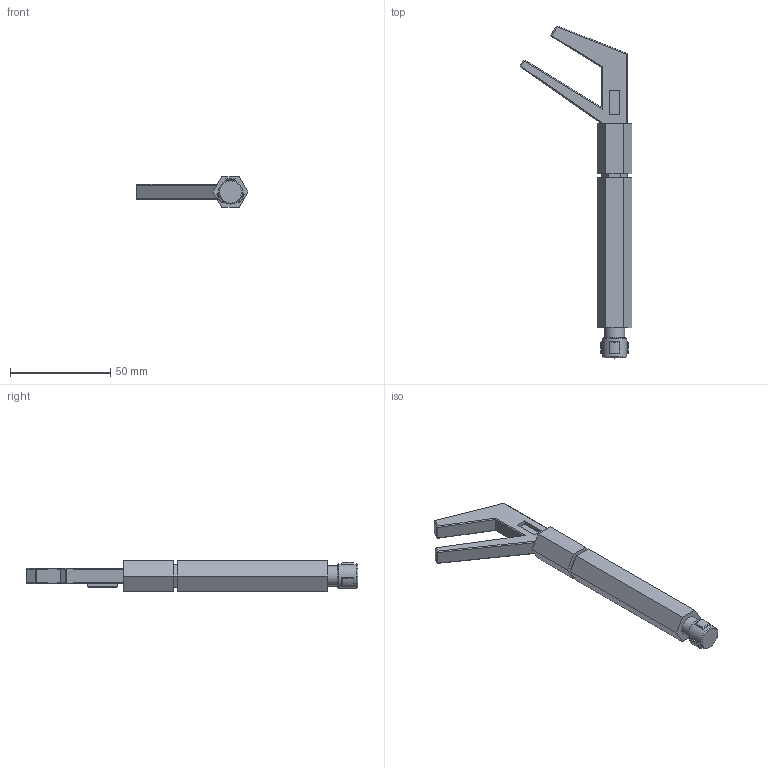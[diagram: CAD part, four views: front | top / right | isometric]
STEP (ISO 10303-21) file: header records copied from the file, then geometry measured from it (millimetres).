
FILE_DESCRIPTION(/* description */ ('STEP AP242','CAx-IF Rec.Pracs.---Representation and Presentation of Product Manufacturing Information (PMI)---4.0---2014-10-13','CAx-IF Rec.Pracs.---3D Tessellated Geometry---0.4---2014-09-14','2;1'),/* implementation_level */ '2;1');
FILE_NAME(/* name */ '689f10a660211d1ddc523c40',/* time_stamp */ '2025-08-15T10:49:11Z',/* author */ (''),/* organization */ (''),/* preprocessor_version */ 'ST-DEVELOPER v20',/* originating_system */ 'ONSHAPE BY PTC INC, 1.202',/* authorisation */ ' ');
FILE_SCHEMA (('AP242_MANAGED_MODEL_BASED_3D_ENGINEERING_MIM_LF { 1 0 10303 442 1 1 4 }'));
Length unit declared in the file: metre
Products named in the file (4): Grip - Gray; Pummel - Silver; Prongs - Gray; Button - Copper
Bounding box: 55.83 x 165.82 x 15 mm (x, y, z)
Volume: 28352.8 mm3; surface area: 12312.1 mm2
Topology: 4 solids, 4 shells, 129 faces, 290 edges, 181 vertices
Faces by surface type: plane 112, cylinder 9, cone 8
Full cylindrical faces by diameter (mm): 7.5 x2, 7.7 x2, 10 x1, 12 x1
Entity records: 3554 total; most frequent: CARTESIAN_POINT 628, DIRECTION 567, ORIENTED_EDGE 560, EDGE_CURVE 280, LINE 235, VECTOR 235, VERTEX_POINT 179, AXIS2_PLACEMENT_3D 166
